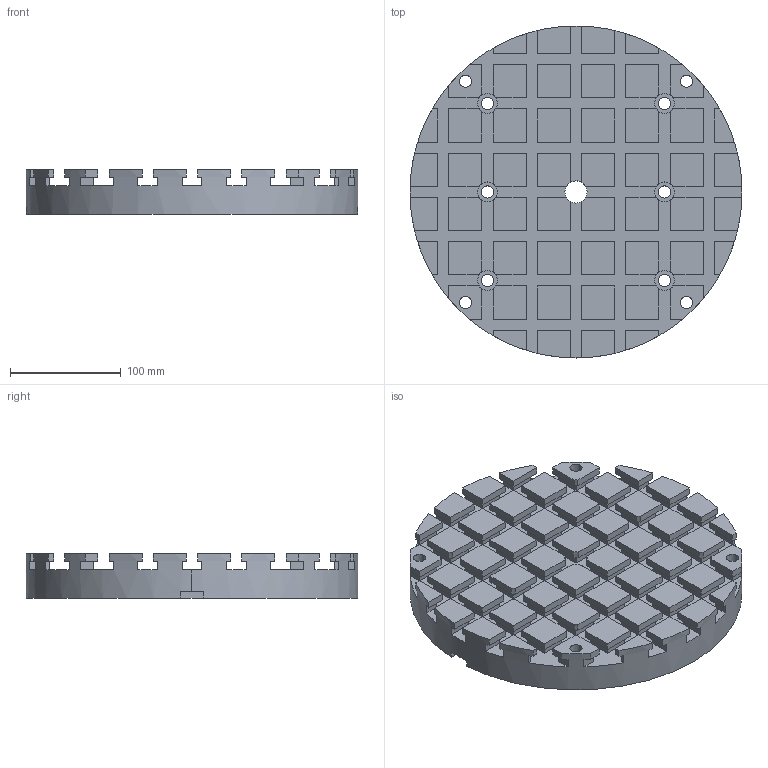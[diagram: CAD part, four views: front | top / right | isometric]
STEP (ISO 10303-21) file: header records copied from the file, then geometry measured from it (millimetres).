
FILE_DESCRIPTION(('STEP AP214'),'1');
FILE_NAME(' ',' ',('TraceParts'),('TraceParts S.A.'),'XStep 1.0',' ',' ');
FILE_SCHEMA(('automotive_design'));
Length unit declared in the file: millimetre
Products named in the file (1): 1
Bounding box: 300 x 300 x 40 mm (x, y, z)
Volume: 2185446.3 mm3; surface area: 285390.8 mm2
Topology: 1 solids, 1 shells, 568 faces, 1489 edges, 993 vertices
Faces by surface type: plane 504, cylinder 64
Entity records: 34336 total; most frequent: STYLED_ITEM 3051, PRESENTATION_STYLE_ASSIGNMENT 3051, CARTESIAN_POINT 3051, COLOUR_RGB 3051, ORIENTED_EDGE 2978, DIRECTION 2840, EDGE_CURVE 1489, CURVE_STYLE 1489
